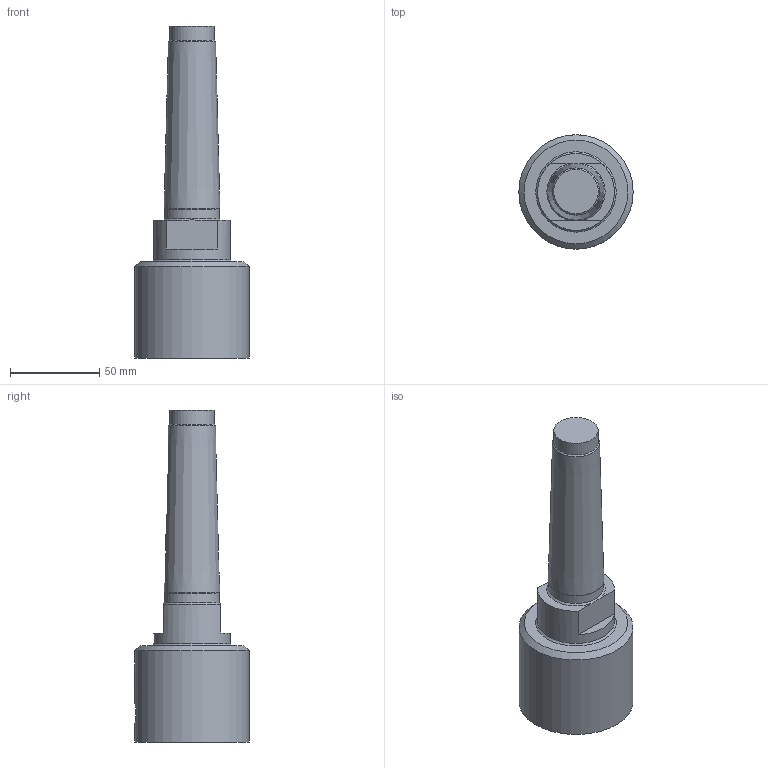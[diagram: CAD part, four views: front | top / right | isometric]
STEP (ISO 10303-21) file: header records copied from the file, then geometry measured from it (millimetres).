
FILE_DESCRIPTION((''),'1');
FILE_NAME('MT4M-CKB6-84-M14.stp','2024-09-03T04:54:54',(''),(''),'Spatial Interop R21 SP3','Kubotek KeyCreator 2011 V10.0.2 (22737)',' ');
FILE_SCHEMA(('automotive_design'));
Length unit declared in the file: millimetre
Products named in the file (1): 240[2]
Bounding box: 64 x 64 x 185.8 mm (x, y, z)
Volume: 230486 mm3; surface area: 34169.3 mm2
Topology: 1 solids, 1 shells, 23 faces, 49 edges, 31 vertices
Faces by surface type: plane 11, cylinder 6, cone 6
Full cylindrical faces by diameter (mm): 12.3 x1, 25 x1, 30.667 x1, 36 x1, 43 x1, 64 x1
Entity records: 1134 total; most frequent: CARTESIAN_POINT 220, DIRECTION 98, PRESENTATION_STYLE_ASSIGNMENT 82, COLOUR_RGB 82, ORIENTED_EDGE 68, STYLED_ITEM 58, CURVE_STYLE 58, DRAUGHTING_PRE_DEFINED_CURVE_FONT 58
